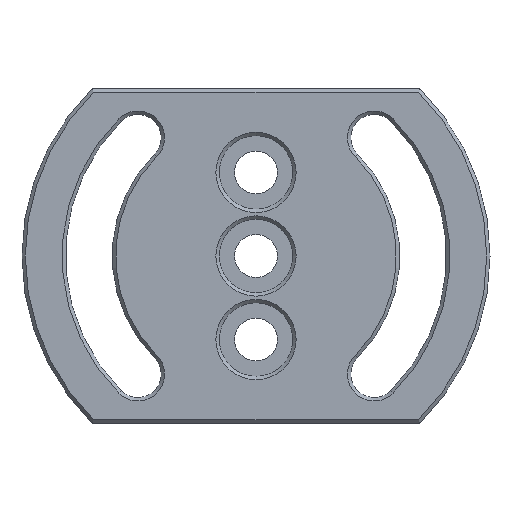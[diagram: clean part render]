
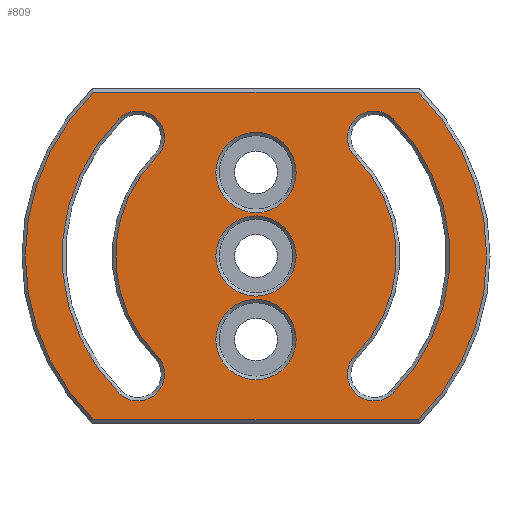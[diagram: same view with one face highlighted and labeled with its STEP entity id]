
A CAD part, front view. The second image highlights one B-rep face of the part: STEP entity #809.
In plain terms, the highlighted planar face has unit normal (0, -1, 0).
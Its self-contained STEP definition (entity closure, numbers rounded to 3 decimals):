
#10 = CARTESIAN_POINT ( 'NONE',  ( -17.678, 0., -17.678 ) ) ;
#13 = CARTESIAN_POINT ( 'NONE',  ( 14.849, 0., -14.849 ) ) ;
#24 = CARTESIAN_POINT ( 'NONE',  ( -17.678, 0., 17.678 ) ) ;
#28 = DIRECTION ( 'NONE',  ( 0., 1., 0. ) ) ;
#31 = CARTESIAN_POINT ( 'NONE',  ( -20.506, 0., 20.506 ) ) ;
#37 = CARTESIAN_POINT ( 'NONE',  ( 20.506, 0., -20.506 ) ) ;
#43 = CARTESIAN_POINT ( 'NONE',  ( 0., 0., -24.5 ) ) ;
#47 = DIRECTION ( 'NONE',  ( 0., 0., 1. ) ) ;
#49 = CARTESIAN_POINT ( 'NONE',  ( -24.29, 0., 24.5 ) ) ;
#58 = DIRECTION ( 'NONE',  ( 0., 0., 1. ) ) ;
#76 = DIRECTION ( 'NONE',  ( 0., 0., 1. ) ) ;
#80 = PLANE ( 'NONE',  #659 ) ;
#94 = CARTESIAN_POINT ( 'NONE',  ( 0., 0., 6. ) ) ;
#99 = CARTESIAN_POINT ( 'NONE',  ( 0., 0., 12.5 ) ) ;
#105 = CARTESIAN_POINT ( 'NONE',  ( 0., 0., 0. ) ) ;
#110 = CARTESIAN_POINT ( 'NONE',  ( 0., 0., 0. ) ) ;
#114 = CARTESIAN_POINT ( 'NONE',  ( 0., 0., 18.5 ) ) ;
#117 = CARTESIAN_POINT ( 'NONE',  ( 0., 0., 0. ) ) ;
#130 = CARTESIAN_POINT ( 'NONE',  ( 24.29, 0., -24.5 ) ) ;
#135 = DIRECTION ( 'NONE',  ( 0., 1., 0. ) ) ;
#138 = CARTESIAN_POINT ( 'NONE',  ( 14.849, 0., 14.849 ) ) ;
#139 = CARTESIAN_POINT ( 'NONE',  ( -14.849, 0., 14.849 ) ) ;
#161 = DIRECTION ( 'NONE',  ( 0., -1., 0. ) ) ;
#164 = CARTESIAN_POINT ( 'NONE',  ( 0., 0., 0. ) ) ;
#166 = CARTESIAN_POINT ( 'NONE',  ( 0., 0., 0. ) ) ;
#193 = DIRECTION ( 'NONE',  ( 0., 1., 0. ) ) ;
#212 = CARTESIAN_POINT ( 'NONE',  ( 0., 0., 0. ) ) ;
#218 = DIRECTION ( 'NONE',  ( 0., 0., 1. ) ) ;
#224 = DIRECTION ( 'NONE',  ( 0., 1., 0. ) ) ;
#225 = CARTESIAN_POINT ( 'NONE',  ( -24.29, 0., -24.5 ) ) ;
#230 = DIRECTION ( 'NONE',  ( 0., 0., 1. ) ) ;
#262 = DIRECTION ( 'NONE',  ( 0., 0., 1. ) ) ;
#280 = CARTESIAN_POINT ( 'NONE',  ( 17.678, 0., 17.678 ) ) ;
#285 = DIRECTION ( 'NONE',  ( 0., 0., 1. ) ) ;
#304 = DIRECTION ( 'NONE',  ( 0., -1., 0. ) ) ;
#305 = CARTESIAN_POINT ( 'NONE',  ( 0., 0., -12.5 ) ) ;
#308 = DIRECTION ( 'NONE',  ( 0., 1., 0. ) ) ;
#317 = CARTESIAN_POINT ( 'NONE',  ( -20.506, 0., -20.506 ) ) ;
#320 = CARTESIAN_POINT ( 'NONE',  ( 0., 0., -6.5 ) ) ;
#335 = DIRECTION ( 'NONE',  ( 0., 0., 1. ) ) ;
#343 = CARTESIAN_POINT ( 'NONE',  ( 24.29, 0., 24.5 ) ) ;
#344 = CARTESIAN_POINT ( 'NONE',  ( 20.506, 0., 20.506 ) ) ;
#347 = CARTESIAN_POINT ( 'NONE',  ( 0., 0., 0. ) ) ;
#351 = DIRECTION ( 'NONE',  ( 0., 0., 1. ) ) ;
#359 = DIRECTION ( 'NONE',  ( 0., 0., 1. ) ) ;
#377 = CARTESIAN_POINT ( 'NONE',  ( 0., 0., 24.5 ) ) ;
#408 = DIRECTION ( 'NONE',  ( 0., 1., 0. ) ) ;
#415 = DIRECTION ( 'NONE',  ( 0., 0., 1. ) ) ;
#425 = DIRECTION ( 'NONE',  ( 0., 1., 0. ) ) ;
#427 = DIRECTION ( 'NONE',  ( 0., 1., 0. ) ) ;
#431 = CARTESIAN_POINT ( 'NONE',  ( -14.849, 0., -14.849 ) ) ;
#447 = DIRECTION ( 'NONE',  ( -1., 0., 0. ) ) ;
#465 = DIRECTION ( 'NONE',  ( 0., -1., 0. ) ) ;
#473 = DIRECTION ( 'NONE',  ( 0., 0., 1. ) ) ;
#475 = DIRECTION ( 'NONE',  ( 0., 0., 1. ) ) ;
#478 = CARTESIAN_POINT ( 'NONE',  ( 0., 0., 0. ) ) ;
#484 = DIRECTION ( 'NONE',  ( 0., -1., 0. ) ) ;
#488 = DIRECTION ( 'NONE',  ( 0., 0., 1. ) ) ;
#490 = DIRECTION ( 'NONE',  ( 0., 1., 0. ) ) ;
#491 = DIRECTION ( 'NONE',  ( 1., 0., 0. ) ) ;
#515 = DIRECTION ( 'NONE',  ( 0., 1., 0. ) ) ;
#533 = CARTESIAN_POINT ( 'NONE',  ( 17.678, 0., -17.678 ) ) ;
#546 = EDGE_CURVE ( 'NONE', #1212, #1061, #1235, .T. ) ;
#552 = EDGE_CURVE ( 'NONE', #1222, #1217, #1350, .T. ) ;
#560 = EDGE_CURVE ( 'NONE', #1031, #1031, #1053, .T. ) ;
#586 = EDGE_CURVE ( 'NONE', #1117, #1212, #1032, .T. ) ;
#592 = AXIS2_PLACEMENT_3D ( 'NONE', #166, #425, #76 ) ;
#659 = AXIS2_PLACEMENT_3D ( 'NONE', #347, #308, #359 ) ;
#680 = EDGE_CURVE ( 'NONE', #1344, #1344, #1427, .T. ) ;
#683 = AXIS2_PLACEMENT_3D ( 'NONE', #533, #135, #58 ) ;
#686 = AXIS2_PLACEMENT_3D ( 'NONE', #99, #28, #473 ) ;
#694 = EDGE_CURVE ( 'NONE', #1062, #1043, #1315, .T. ) ;
#702 = EDGE_CURVE ( 'NONE', #1168, #1222, #1317, .T. ) ;
#709 = EDGE_CURVE ( 'NONE', #1217, #1124, #864, .T. ) ;
#710 = EDGE_CURVE ( 'NONE', #1119, #1119, #862, .T. ) ;
#718 = AXIS2_PLACEMENT_3D ( 'NONE', #10, #408, #335 ) ;
#722 = AXIS2_PLACEMENT_3D ( 'NONE', #105, #484, #415 ) ;
#724 = AXIS2_PLACEMENT_3D ( 'NONE', #164, #161, #475 ) ;
#725 = AXIS2_PLACEMENT_3D ( 'NONE', #305, #224, #218 ) ;
#728 = AXIS2_PLACEMENT_3D ( 'NONE', #280, #427, #262 ) ;
#732 = AXIS2_PLACEMENT_3D ( 'NONE', #212, #465, #285 ) ;
#735 = AXIS2_PLACEMENT_3D ( 'NONE', #110, #304, #230 ) ;
#736 = AXIS2_PLACEMENT_3D ( 'NONE', #478, #515, #47 ) ;
#739 = AXIS2_PLACEMENT_3D ( 'NONE', #24, #490, #488 ) ;
#752 = EDGE_CURVE ( 'NONE', #944, #1108, #884, .T. ) ;
#757 = EDGE_CURVE ( 'NONE', #1043, #944, #1147, .T. ) ;
#760 = AXIS2_PLACEMENT_3D ( 'NONE', #117, #193, #351 ) ;
#762 = EDGE_CURVE ( 'NONE', #1018, #1117, #861, .T. ) ;
#763 = EDGE_CURVE ( 'NONE', #1108, #1062, #853, .T. ) ;
#764 = EDGE_CURVE ( 'NONE', #1061, #1018, #1348, .T. ) ;
#770 = EDGE_CURVE ( 'NONE', #1124, #1168, #1207, .T. ) ;
#809 = ADVANCED_FACE ( 'NONE', ( #925, #974, #981, #918, #844, #971 ), #80, .F. ) ;
#830 = ORIENTED_EDGE ( 'NONE', *, *, #694, .T. ) ;
#844 = FACE_BOUND ( 'NONE', #1138, .T. ) ;
#853 = CIRCLE ( 'NONE', #736, 29. ) ;
#861 = CIRCLE ( 'NONE', #735, 21. ) ;
#862 = CIRCLE ( 'NONE', #725, 6. ) ;
#864 = CIRCLE ( 'NONE', #724, 34.5 ) ;
#884 = CIRCLE ( 'NONE', #728, 4. ) ;
#895 = VECTOR ( 'NONE', #491, 1000. ) ;
#918 = FACE_BOUND ( 'NONE', #1152, .T. ) ;
#925 = FACE_OUTER_BOUND ( 'NONE', #1127, .T. ) ;
#941 = ORIENTED_EDGE ( 'NONE', *, *, #770, .T. ) ;
#943 = ORIENTED_EDGE ( 'NONE', *, *, #552, .T. ) ;
#944 = VERTEX_POINT ( 'NONE', #138 ) ;
#954 = ORIENTED_EDGE ( 'NONE', *, *, #752, .T. ) ;
#971 = FACE_BOUND ( 'NONE', #1184, .T. ) ;
#974 = FACE_BOUND ( 'NONE', #1123, .T. ) ;
#981 = FACE_BOUND ( 'NONE', #1081, .T. ) ;
#1018 = VERTEX_POINT ( 'NONE', #139 ) ;
#1031 = VERTEX_POINT ( 'NONE', #94 ) ;
#1032 = CIRCLE ( 'NONE', #718, 4. ) ;
#1043 = VERTEX_POINT ( 'NONE', #13 ) ;
#1053 = CIRCLE ( 'NONE', #592, 6. ) ;
#1061 = VERTEX_POINT ( 'NONE', #31 ) ;
#1062 = VERTEX_POINT ( 'NONE', #37 ) ;
#1066 = VECTOR ( 'NONE', #447, 1000. ) ;
#1081 = EDGE_LOOP ( 'NONE', ( #830, #1397, #954, #1264 ) ) ;
#1108 = VERTEX_POINT ( 'NONE', #344 ) ;
#1117 = VERTEX_POINT ( 'NONE', #431 ) ;
#1119 = VERTEX_POINT ( 'NONE', #320 ) ;
#1123 = EDGE_LOOP ( 'NONE', ( #1433, #1325, #1395, #1330 ) ) ;
#1124 = VERTEX_POINT ( 'NONE', #225 ) ;
#1127 = EDGE_LOOP ( 'NONE', ( #1303, #941, #1299, #943 ) ) ;
#1138 = EDGE_LOOP ( 'NONE', ( #1282 ) ) ;
#1147 = CIRCLE ( 'NONE', #732, 21. ) ;
#1152 = EDGE_LOOP ( 'NONE', ( #1324 ) ) ;
#1168 = VERTEX_POINT ( 'NONE', #130 ) ;
#1184 = EDGE_LOOP ( 'NONE', ( #1419 ) ) ;
#1207 = LINE ( 'NONE', #43, #895 ) ;
#1212 = VERTEX_POINT ( 'NONE', #317 ) ;
#1217 = VERTEX_POINT ( 'NONE', #49 ) ;
#1222 = VERTEX_POINT ( 'NONE', #343 ) ;
#1235 = CIRCLE ( 'NONE', #760, 29. ) ;
#1264 = ORIENTED_EDGE ( 'NONE', *, *, #763, .T. ) ;
#1282 = ORIENTED_EDGE ( 'NONE', *, *, #560, .T. ) ;
#1299 = ORIENTED_EDGE ( 'NONE', *, *, #702, .T. ) ;
#1303 = ORIENTED_EDGE ( 'NONE', *, *, #709, .T. ) ;
#1315 = CIRCLE ( 'NONE', #683, 4. ) ;
#1317 = CIRCLE ( 'NONE', #722, 34.5 ) ;
#1324 = ORIENTED_EDGE ( 'NONE', *, *, #680, .T. ) ;
#1325 = ORIENTED_EDGE ( 'NONE', *, *, #586, .T. ) ;
#1330 = ORIENTED_EDGE ( 'NONE', *, *, #764, .T. ) ;
#1344 = VERTEX_POINT ( 'NONE', #114 ) ;
#1348 = CIRCLE ( 'NONE', #739, 4. ) ;
#1350 = LINE ( 'NONE', #377, #1066 ) ;
#1395 = ORIENTED_EDGE ( 'NONE', *, *, #546, .T. ) ;
#1397 = ORIENTED_EDGE ( 'NONE', *, *, #757, .T. ) ;
#1419 = ORIENTED_EDGE ( 'NONE', *, *, #710, .T. ) ;
#1427 = CIRCLE ( 'NONE', #686, 6. ) ;
#1433 = ORIENTED_EDGE ( 'NONE', *, *, #762, .T. ) ;
